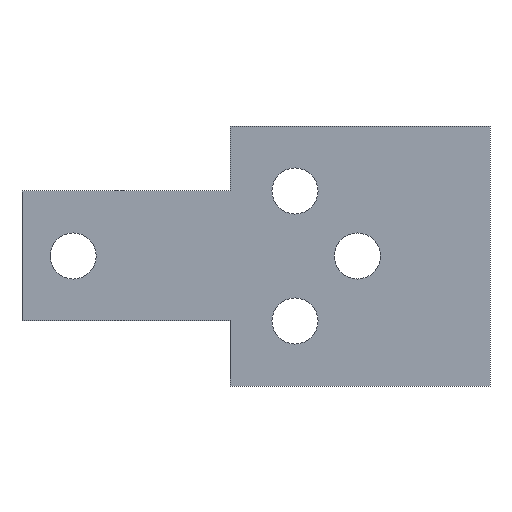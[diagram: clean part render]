
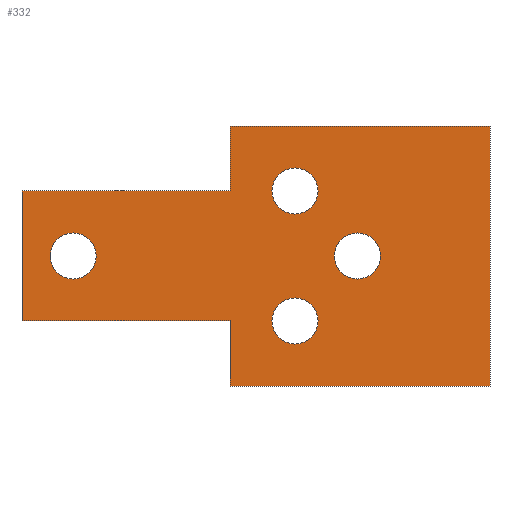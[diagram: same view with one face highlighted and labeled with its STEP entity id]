
A CAD part, front view. The second image highlights one B-rep face of the part: STEP entity #332.
In plain terms, the highlighted planar face has unit normal (0, -1, 0).
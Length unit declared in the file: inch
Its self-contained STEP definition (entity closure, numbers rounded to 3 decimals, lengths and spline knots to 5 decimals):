
#21=FACE_BOUND('',#79,.T.);
#22=FACE_BOUND('',#80,.T.);
#23=FACE_BOUND('',#81,.T.);
#24=FACE_BOUND('',#82,.T.);
#36=PLANE('',#384);
#54=FACE_OUTER_BOUND('',#78,.T.);
#78=EDGE_LOOP('',(#297,#298,#299,#300,#301,#302,#303,#304));
#79=EDGE_LOOP('',(#305));
#80=EDGE_LOOP('',(#306));
#81=EDGE_LOOP('',(#307));
#82=EDGE_LOOP('',(#308));
#88=LINE('',#509,#118);
#91=LINE('',#515,#121);
#95=LINE('',#522,#125);
#96=LINE('',#525,#126);
#101=LINE('',#534,#131);
#105=LINE('',#551,#135);
#108=LINE('',#557,#138);
#111=LINE('',#562,#141);
#118=VECTOR('',#420,0.3937);
#121=VECTOR('',#425,0.3937);
#125=VECTOR('',#431,0.3937);
#126=VECTOR('',#434,0.3937);
#131=VECTOR('',#441,0.3937);
#135=VECTOR('',#461,0.3937);
#138=VECTOR('',#466,0.3937);
#141=VECTOR('',#471,0.3937);
#149=CIRCLE('',#366,0.08858);
#152=CIRCLE('',#375,0.08858);
#153=CIRCLE('',#377,0.08858);
#154=CIRCLE('',#379,0.08858);
#161=VERTEX_POINT('',#497);
#165=VERTEX_POINT('',#506);
#166=VERTEX_POINT('',#508);
#168=VERTEX_POINT('',#514);
#170=VERTEX_POINT('',#520);
#171=VERTEX_POINT('',#524);
#174=VERTEX_POINT('',#532);
#176=VERTEX_POINT('',#538);
#177=VERTEX_POINT('',#542);
#178=VERTEX_POINT('',#546);
#179=VERTEX_POINT('',#550);
#181=VERTEX_POINT('',#556);
#191=EDGE_CURVE('',#161,#161,#149,.T.);
#196=EDGE_CURVE('',#166,#165,#88,.T.);
#199=EDGE_CURVE('',#168,#166,#91,.T.);
#203=EDGE_CURVE('',#165,#170,#95,.T.);
#204=EDGE_CURVE('',#168,#171,#96,.T.);
#209=EDGE_CURVE('',#174,#170,#101,.T.);
#212=EDGE_CURVE('',#176,#176,#152,.T.);
#214=EDGE_CURVE('',#177,#177,#153,.T.);
#216=EDGE_CURVE('',#178,#178,#154,.T.);
#217=EDGE_CURVE('',#179,#174,#105,.T.);
#220=EDGE_CURVE('',#181,#179,#108,.T.);
#223=EDGE_CURVE('',#171,#181,#111,.T.);
#297=ORIENTED_EDGE('',*,*,#223,.F.);
#298=ORIENTED_EDGE('',*,*,#204,.F.);
#299=ORIENTED_EDGE('',*,*,#199,.T.);
#300=ORIENTED_EDGE('',*,*,#196,.T.);
#301=ORIENTED_EDGE('',*,*,#203,.T.);
#302=ORIENTED_EDGE('',*,*,#209,.F.);
#303=ORIENTED_EDGE('',*,*,#217,.F.);
#304=ORIENTED_EDGE('',*,*,#220,.F.);
#305=ORIENTED_EDGE('',*,*,#191,.T.);
#306=ORIENTED_EDGE('',*,*,#216,.F.);
#307=ORIENTED_EDGE('',*,*,#214,.F.);
#308=ORIENTED_EDGE('',*,*,#212,.F.);
#332=ADVANCED_FACE('',(#54,#21,#22,#23,#24),#36,.F.);
#366=AXIS2_PLACEMENT_3D('',#498,#411,#412);
#375=AXIS2_PLACEMENT_3D('',#540,#447,#448);
#377=AXIS2_PLACEMENT_3D('',#544,#452,#453);
#379=AXIS2_PLACEMENT_3D('',#548,#457,#458);
#384=AXIS2_PLACEMENT_3D('',#565,#475,#476);
#411=DIRECTION('center_axis',(0.,1.,0.));
#412=DIRECTION('ref_axis',(-1.,0.,0.));
#420=DIRECTION('',(0.,0.,-1.));
#425=DIRECTION('',(-1.,0.,0.));
#431=DIRECTION('',(1.,0.,0.));
#434=DIRECTION('',(0.,0.,1.));
#441=DIRECTION('',(0.,0.,1.));
#447=DIRECTION('center_axis',(0.,-1.,0.));
#448=DIRECTION('ref_axis',(1.,0.,0.));
#452=DIRECTION('center_axis',(0.,-1.,0.));
#453=DIRECTION('ref_axis',(1.,0.,0.));
#457=DIRECTION('center_axis',(0.,-1.,0.));
#458=DIRECTION('ref_axis',(1.,0.,0.));
#461=DIRECTION('',(-1.,0.,0.));
#466=DIRECTION('',(0.,0.,-1.));
#471=DIRECTION('',(1.,0.,0.));
#475=DIRECTION('center_axis',(0.,1.,0.));
#476=DIRECTION('ref_axis',(0.,0.,1.));
#497=CARTESIAN_POINT('',(-0.51476,0.,-0.5));
#498=CARTESIAN_POINT('Origin',(-0.60335,0.,-0.5));
#506=CARTESIAN_POINT('',(-0.8,0.,-0.75));
#508=CARTESIAN_POINT('',(-0.8,0.,-0.25));
#509=CARTESIAN_POINT('',(-0.8,0.,-0.75));
#514=CARTESIAN_POINT('',(0.,0.,-0.25));
#515=CARTESIAN_POINT('',(-0.8,0.,-0.25));
#520=CARTESIAN_POINT('',(0.,0.,-0.75));
#522=CARTESIAN_POINT('',(0.,0.,-0.75));
#524=CARTESIAN_POINT('',(0.,0.,0.));
#525=CARTESIAN_POINT('',(0.,0.,-1.));
#532=CARTESIAN_POINT('',(0.,0.,-1.));
#534=CARTESIAN_POINT('',(0.,0.,-1.));
#538=CARTESIAN_POINT('',(0.40142,0.,-0.5));
#540=CARTESIAN_POINT('Origin',(0.49,0.,-0.5));
#542=CARTESIAN_POINT('',(0.16142,0.,-0.25));
#544=CARTESIAN_POINT('Origin',(0.25,0.,-0.25));
#546=CARTESIAN_POINT('',(0.16142,0.,-0.75));
#548=CARTESIAN_POINT('Origin',(0.25,0.,-0.75));
#550=CARTESIAN_POINT('',(1.,0.,-1.));
#551=CARTESIAN_POINT('',(1.,0.,-1.));
#556=CARTESIAN_POINT('',(1.,0.,0.));
#557=CARTESIAN_POINT('',(1.,0.,0.));
#562=CARTESIAN_POINT('',(0.,0.,0.));
#565=CARTESIAN_POINT('Origin',(0.5,0.,-0.5));
